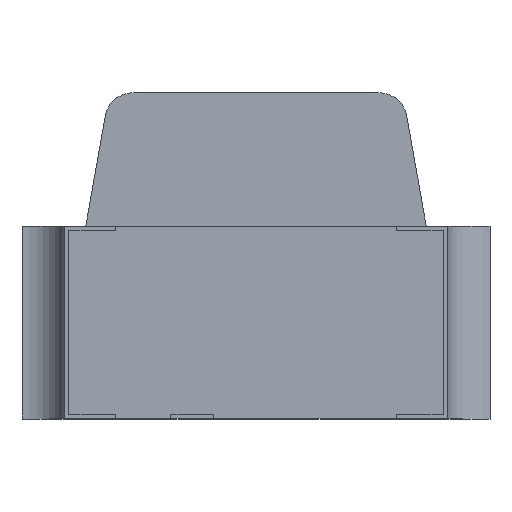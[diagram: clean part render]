
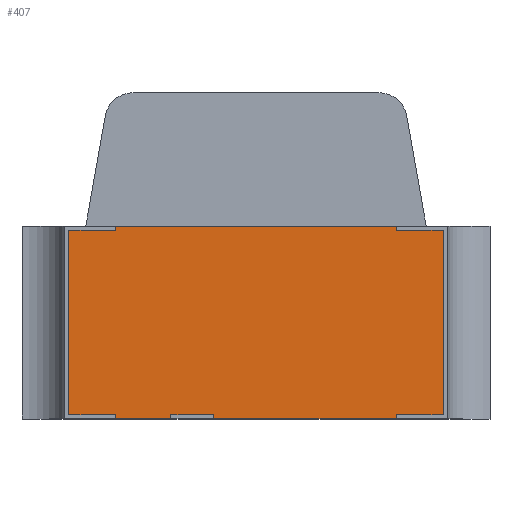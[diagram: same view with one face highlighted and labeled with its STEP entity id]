
A CAD part, top view. The second image highlights one B-rep face of the part: STEP entity #407.
In plain terms, the highlighted planar face has unit normal (0, 0, 1).
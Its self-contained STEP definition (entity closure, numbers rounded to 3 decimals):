
#4 = DIRECTION ( 'NONE',  ( 1., 0., 0. ) ) ;
#22 = EDGE_CURVE ( 'NONE', #1792, #346, #1667, .T. ) ;
#41 = VECTOR ( 'NONE', #1800, 1000. ) ;
#42 = VECTOR ( 'NONE', #2121, 1000. ) ;
#43 = DIRECTION ( 'NONE',  ( 1., 0., 0. ) ) ;
#56 = ORIENTED_EDGE ( 'NONE', *, *, #1824, .F. ) ;
#70 = VERTEX_POINT ( 'NONE', #1691 ) ;
#72 = VECTOR ( 'NONE', #2046, 1000. ) ;
#79 = DIRECTION ( 'NONE',  ( 0., -1., 0. ) ) ;
#111 = CARTESIAN_POINT ( 'NONE',  ( 0., 0., 0.3 ) ) ;
#113 = ORIENTED_EDGE ( 'NONE', *, *, #1453, .F. ) ;
#130 = DIRECTION ( 'NONE',  ( 0., -1., 0. ) ) ;
#142 = ORIENTED_EDGE ( 'NONE', *, *, #1006, .T. ) ;
#152 = CARTESIAN_POINT ( 'NONE',  ( 0., 0., 0.3 ) ) ;
#188 = CARTESIAN_POINT ( 'NONE',  ( 0.66, 0.665, 0.3 ) ) ;
#211 = ORIENTED_EDGE ( 'NONE', *, *, #554, .T. ) ;
#214 = ORIENTED_EDGE ( 'NONE', *, *, #901, .T. ) ;
#219 = VERTEX_POINT ( 'NONE', #1747 ) ;
#223 = VECTOR ( 'NONE', #347, 1000. ) ;
#227 = VECTOR ( 'NONE', #4, 1000. ) ;
#268 = AXIS2_PLACEMENT_3D ( 'NONE', #2299, #1311, #2096 ) ;
#280 = CARTESIAN_POINT ( 'NONE',  ( -0.66, 0.665, 0.3 ) ) ;
#346 = VERTEX_POINT ( 'NONE', #1539 ) ;
#347 = DIRECTION ( 'NONE',  ( 1., 0., 0. ) ) ;
#358 = CARTESIAN_POINT ( 'NONE',  ( 0.495, 0., 0.3 ) ) ;
#407 = ADVANCED_FACE ( 'NONE', ( #900 ), #2105, .F. ) ;
#452 = ORIENTED_EDGE ( 'NONE', *, *, #1987, .F. ) ;
#486 = DIRECTION ( 'NONE',  ( 0., -1., 0. ) ) ;
#495 = LINE ( 'NONE', #188, #1013 ) ;
#503 = VERTEX_POINT ( 'NONE', #2243 ) ;
#521 = EDGE_CURVE ( 'NONE', #1792, #2068, #1239, .T. ) ;
#554 = EDGE_CURVE ( 'NONE', #1922, #2401, #2472, .T. ) ;
#615 = LINE ( 'NONE', #1858, #1507 ) ;
#662 = CARTESIAN_POINT ( 'NONE',  ( -0.495, 0., 0.3 ) ) ;
#668 = EDGE_CURVE ( 'NONE', #1437, #1185, #2416, .T. ) ;
#735 = VERTEX_POINT ( 'NONE', #662 ) ;
#736 = ORIENTED_EDGE ( 'NONE', *, *, #668, .F. ) ;
#749 = CARTESIAN_POINT ( 'NONE',  ( 0.495, 0.015, 0.3 ) ) ;
#755 = VERTEX_POINT ( 'NONE', #358 ) ;
#775 = EDGE_CURVE ( 'NONE', #1411, #346, #2156, .T. ) ;
#799 = CARTESIAN_POINT ( 'NONE',  ( 0.66, 0.015, 0.3 ) ) ;
#807 = VECTOR ( 'NONE', #877, 1000. ) ;
#815 = CARTESIAN_POINT ( 'NONE',  ( 0.495, 0.68, 0.3 ) ) ;
#830 = DIRECTION ( 'NONE',  ( 0., -1., 0. ) ) ;
#835 = CARTESIAN_POINT ( 'NONE',  ( 0.495, 0.68, 0.3 ) ) ;
#877 = DIRECTION ( 'NONE',  ( 0., -1., 0. ) ) ;
#900 = FACE_OUTER_BOUND ( 'NONE', #1280, .T. ) ;
#901 = EDGE_CURVE ( 'NONE', #219, #1157, #1791, .T. ) ;
#970 = ORIENTED_EDGE ( 'NONE', *, *, #22, .F. ) ;
#1006 = EDGE_CURVE ( 'NONE', #2068, #503, #1427, .T. ) ;
#1007 = DIRECTION ( 'NONE',  ( 0., -1., 0. ) ) ;
#1013 = VECTOR ( 'NONE', #1156, 1000. ) ;
#1035 = DIRECTION ( 'NONE',  ( 1., 0., 0. ) ) ;
#1047 = EDGE_CURVE ( 'NONE', #1411, #1437, #2333, .T. ) ;
#1062 = CARTESIAN_POINT ( 'NONE',  ( -0.495, 0.68, 0.3 ) ) ;
#1064 = CARTESIAN_POINT ( 'NONE',  ( -0.3, 0.015, 0.3 ) ) ;
#1115 = VECTOR ( 'NONE', #43, 1000. ) ;
#1116 = ORIENTED_EDGE ( 'NONE', *, *, #1139, .F. ) ;
#1139 = EDGE_CURVE ( 'NONE', #2387, #70, #2023, .T. ) ;
#1153 = VECTOR ( 'NONE', #79, 1000. ) ;
#1156 = DIRECTION ( 'NONE',  ( 0., -1., 0. ) ) ;
#1157 = VERTEX_POINT ( 'NONE', #799 ) ;
#1185 = VERTEX_POINT ( 'NONE', #1225 ) ;
#1204 = VECTOR ( 'NONE', #2361, 1000. ) ;
#1213 = EDGE_CURVE ( 'NONE', #503, #735, #615, .T. ) ;
#1218 = ORIENTED_EDGE ( 'NONE', *, *, #1213, .T. ) ;
#1225 = CARTESIAN_POINT ( 'NONE',  ( 0.495, 0.665, 0.3 ) ) ;
#1236 = ORIENTED_EDGE ( 'NONE', *, *, #2261, .F. ) ;
#1239 = LINE ( 'NONE', #1466, #1153 ) ;
#1280 = EDGE_LOOP ( 'NONE', ( #452, #211, #2030, #56, #214, #113, #1236, #736, #1884, #1565, #970, #1486, #142, #1218, #2346, #1116 ) ) ;
#1302 = CARTESIAN_POINT ( 'NONE',  ( -0.66, 0.015, 0.3 ) ) ;
#1310 = CARTESIAN_POINT ( 'NONE',  ( -0.15, 0.015, 0.3 ) ) ;
#1311 = DIRECTION ( 'NONE',  ( 0., 0., -1. ) ) ;
#1325 = EDGE_CURVE ( 'NONE', #2401, #755, #2498, .T. ) ;
#1365 = VECTOR ( 'NONE', #130, 1000. ) ;
#1398 = CARTESIAN_POINT ( 'NONE',  ( 0.66, 0.665, 0.3 ) ) ;
#1411 = VERTEX_POINT ( 'NONE', #1721 ) ;
#1427 = LINE ( 'NONE', #2191, #1115 ) ;
#1437 = VERTEX_POINT ( 'NONE', #1579 ) ;
#1453 = EDGE_CURVE ( 'NONE', #1673, #1157, #495, .T. ) ;
#1466 = CARTESIAN_POINT ( 'NONE',  ( -0.66, 0.665, 0.3 ) ) ;
#1486 = ORIENTED_EDGE ( 'NONE', *, *, #521, .T. ) ;
#1507 = VECTOR ( 'NONE', #486, 1000. ) ;
#1539 = CARTESIAN_POINT ( 'NONE',  ( -0.495, 0.665, 0.3 ) ) ;
#1565 = ORIENTED_EDGE ( 'NONE', *, *, #775, .T. ) ;
#1579 = CARTESIAN_POINT ( 'NONE',  ( 0.495, 0.68, 0.3 ) ) ;
#1649 = LINE ( 'NONE', #1852, #41 ) ;
#1655 = CARTESIAN_POINT ( 'NONE',  ( -0.15, 0.015, 0.3 ) ) ;
#1667 = LINE ( 'NONE', #2236, #2099 ) ;
#1673 = VERTEX_POINT ( 'NONE', #1398 ) ;
#1691 = CARTESIAN_POINT ( 'NONE',  ( -0.3, 0., 0.3 ) ) ;
#1721 = CARTESIAN_POINT ( 'NONE',  ( -0.495, 0.68, 0.3 ) ) ;
#1747 = CARTESIAN_POINT ( 'NONE',  ( 0.495, 0.015, 0.3 ) ) ;
#1785 = LINE ( 'NONE', #152, #223 ) ;
#1791 = LINE ( 'NONE', #749, #227 ) ;
#1792 = VERTEX_POINT ( 'NONE', #280 ) ;
#1800 = DIRECTION ( 'NONE',  ( 1., 0., 0. ) ) ;
#1824 = EDGE_CURVE ( 'NONE', #219, #755, #1872, .T. ) ;
#1837 = DIRECTION ( 'NONE',  ( 0., -1., 0. ) ) ;
#1852 = CARTESIAN_POINT ( 'NONE',  ( 0.495, 0.665, 0.3 ) ) ;
#1858 = CARTESIAN_POINT ( 'NONE',  ( -0.495, 0.68, 0.3 ) ) ;
#1872 = LINE ( 'NONE', #835, #1365 ) ;
#1884 = ORIENTED_EDGE ( 'NONE', *, *, #1047, .F. ) ;
#1922 = VERTEX_POINT ( 'NONE', #2437 ) ;
#1956 = EDGE_CURVE ( 'NONE', #735, #70, #1785, .T. ) ;
#1987 = EDGE_CURVE ( 'NONE', #1922, #2387, #2120, .T. ) ;
#2013 = CARTESIAN_POINT ( 'NONE',  ( -0.3, 0.015, 0.3 ) ) ;
#2023 = LINE ( 'NONE', #2013, #2499 ) ;
#2030 = ORIENTED_EDGE ( 'NONE', *, *, #1325, .T. ) ;
#2046 = DIRECTION ( 'NONE',  ( 1., 0., 0. ) ) ;
#2051 = CARTESIAN_POINT ( 'NONE',  ( -0.15, 0., 0.3 ) ) ;
#2068 = VERTEX_POINT ( 'NONE', #1302 ) ;
#2096 = DIRECTION ( 'NONE',  ( -1., 0., 0. ) ) ;
#2099 = VECTOR ( 'NONE', #1035, 1000. ) ;
#2105 = PLANE ( 'NONE',  #268 ) ;
#2120 = LINE ( 'NONE', #1310, #42 ) ;
#2121 = DIRECTION ( 'NONE',  ( -1., 0., 0. ) ) ;
#2156 = LINE ( 'NONE', #1062, #807 ) ;
#2185 = VECTOR ( 'NONE', #830, 1000. ) ;
#2191 = CARTESIAN_POINT ( 'NONE',  ( -0.66, 0.015, 0.3 ) ) ;
#2236 = CARTESIAN_POINT ( 'NONE',  ( -0.66, 0.665, 0.3 ) ) ;
#2243 = CARTESIAN_POINT ( 'NONE',  ( -0.495, 0.015, 0.3 ) ) ;
#2261 = EDGE_CURVE ( 'NONE', #1185, #1673, #1649, .T. ) ;
#2299 = CARTESIAN_POINT ( 'NONE',  ( 0., 0.68, 0.3 ) ) ;
#2333 = LINE ( 'NONE', #2378, #1204 ) ;
#2346 = ORIENTED_EDGE ( 'NONE', *, *, #1956, .T. ) ;
#2361 = DIRECTION ( 'NONE',  ( 1., 0., 0. ) ) ;
#2378 = CARTESIAN_POINT ( 'NONE',  ( 0., 0.68, 0.3 ) ) ;
#2387 = VERTEX_POINT ( 'NONE', #1064 ) ;
#2389 = VECTOR ( 'NONE', #1837, 1000. ) ;
#2401 = VERTEX_POINT ( 'NONE', #2051 ) ;
#2416 = LINE ( 'NONE', #815, #2389 ) ;
#2437 = CARTESIAN_POINT ( 'NONE',  ( -0.15, 0.015, 0.3 ) ) ;
#2472 = LINE ( 'NONE', #1655, #2185 ) ;
#2498 = LINE ( 'NONE', #111, #72 ) ;
#2499 = VECTOR ( 'NONE', #1007, 1000. ) ;
